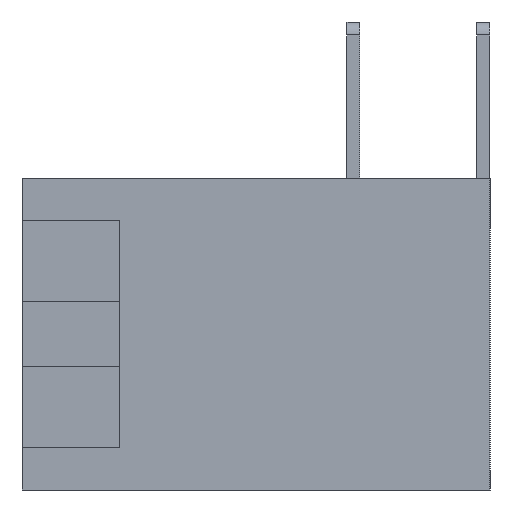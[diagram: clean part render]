
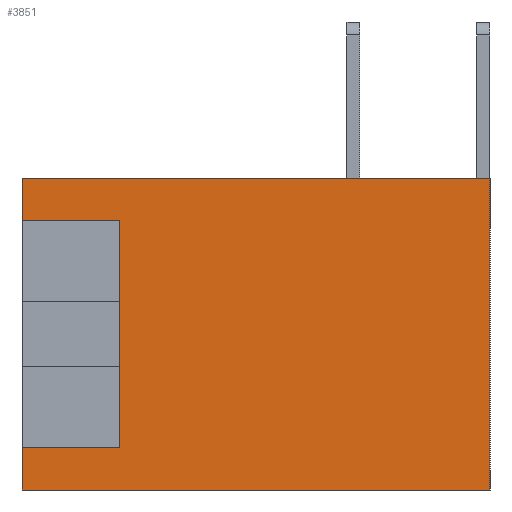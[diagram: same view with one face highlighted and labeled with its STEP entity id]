
A CAD part, left-side view. The second image highlights one B-rep face of the part: STEP entity #3851.
In plain terms, the highlighted planar face has unit normal (-1, 0, 0).
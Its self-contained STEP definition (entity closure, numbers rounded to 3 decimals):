
#1298=CARTESIAN_POINT('',(1.5,0.,0.));
#1299=VERTEX_POINT('',#1298);
#1309=CARTESIAN_POINT('',(1.5,0.,-4.8));
#1310=VERTEX_POINT('',#1309);
#1311=CARTESIAN_POINT('',(1.5,0.,0.));
#1312=CARTESIAN_POINT('',(1.5,0.,-0.96));
#1313=CARTESIAN_POINT('',(1.5,0.,-1.92));
#1314=CARTESIAN_POINT('',(1.5,0.,-2.88));
#1315=CARTESIAN_POINT('',(1.5,0.,-3.84));
#1316=CARTESIAN_POINT('',(1.5,0.,-4.8));
#1317=B_SPLINE_CURVE_WITH_KNOTS('',5,(#1311,#1312,#1313,#1314,#1315,#1316),.UNSPECIFIED.,.F.,.U.,(6,6),(0.,4.8),.UNSPECIFIED.);
#1318=EDGE_CURVE('',#1299,#1310,#1317,.T.);
#3754=CARTESIAN_POINT('',(1.5,7.2,-4.8));
#3755=VERTEX_POINT('',#3754);
#3756=CARTESIAN_POINT('',(1.5,7.2,-4.8));
#3757=CARTESIAN_POINT('',(1.5,5.76,-4.8));
#3758=CARTESIAN_POINT('',(1.5,4.32,-4.8));
#3759=CARTESIAN_POINT('',(1.5,2.88,-4.8));
#3760=CARTESIAN_POINT('',(1.5,1.44,-4.8));
#3761=CARTESIAN_POINT('',(1.5,0.,-4.8));
#3762=B_SPLINE_CURVE_WITH_KNOTS('',5,(#3756,#3757,#3758,#3759,#3760,#3761),.UNSPECIFIED.,.F.,.U.,(6,6),(0.,7.2),.UNSPECIFIED.);
#3763=EDGE_CURVE('',#3755,#1310,#3762,.T.);
#3778=CARTESIAN_POINT('',(1.5,3.6,-2.4));
#3779=DIRECTION('',(0.,0.,1.));
#3780=DIRECTION('',(-1.,0.,0.));
#3781=AXIS2_PLACEMENT_3D('',#3778,#3780,#3779);
#3782=PLANE('',#3781);
#3783=CARTESIAN_POINT('',(1.5,5.7,-4.15));
#3784=VERTEX_POINT('',#3783);
#3785=CARTESIAN_POINT('',(1.5,7.2,-4.15));
#3786=VERTEX_POINT('',#3785);
#3787=CARTESIAN_POINT('',(1.5,5.7,-4.15));
#3788=CARTESIAN_POINT('',(1.5,6.,-4.15));
#3789=CARTESIAN_POINT('',(1.5,6.3,-4.15));
#3790=CARTESIAN_POINT('',(1.5,6.6,-4.15));
#3791=CARTESIAN_POINT('',(1.5,6.9,-4.15));
#3792=CARTESIAN_POINT('',(1.5,7.2,-4.15));
#3793=B_SPLINE_CURVE_WITH_KNOTS('',5,(#3787,#3788,#3789,#3790,#3791,#3792),.UNSPECIFIED.,.F.,.U.,(6,6),(0.,1.5),.UNSPECIFIED.);
#3794=EDGE_CURVE('',#3784,#3786,#3793,.T.);
#3795=ORIENTED_EDGE('',*,*,#3794,.T.);
#3796=CARTESIAN_POINT('',(1.5,7.2,-4.15));
#3797=CARTESIAN_POINT('',(1.5,7.2,-4.28));
#3798=CARTESIAN_POINT('',(1.5,7.2,-4.41));
#3799=CARTESIAN_POINT('',(1.5,7.2,-4.54));
#3800=CARTESIAN_POINT('',(1.5,7.2,-4.67));
#3801=CARTESIAN_POINT('',(1.5,7.2,-4.8));
#3802=B_SPLINE_CURVE_WITH_KNOTS('',5,(#3796,#3797,#3798,#3799,#3800,#3801),.UNSPECIFIED.,.F.,.U.,(6,6),(0.,0.65),.UNSPECIFIED.);
#3803=EDGE_CURVE('',#3786,#3755,#3802,.T.);
#3804=ORIENTED_EDGE('',*,*,#3803,.T.);
#3805=ORIENTED_EDGE('',*,*,#3763,.T.);
#3806=ORIENTED_EDGE('',*,*,#1318,.F.);
#3807=CARTESIAN_POINT('',(1.5,7.2,0.));
#3808=VERTEX_POINT('',#3807);
#3809=CARTESIAN_POINT('',(1.5,7.2,0.));
#3810=CARTESIAN_POINT('',(1.5,5.76,0.));
#3811=CARTESIAN_POINT('',(1.5,4.32,0.));
#3812=CARTESIAN_POINT('',(1.5,2.88,0.));
#3813=CARTESIAN_POINT('',(1.5,1.44,0.));
#3814=CARTESIAN_POINT('',(1.5,0.,0.));
#3815=B_SPLINE_CURVE_WITH_KNOTS('',5,(#3809,#3810,#3811,#3812,#3813,#3814),.UNSPECIFIED.,.F.,.U.,(6,6),(0.,7.2),.UNSPECIFIED.);
#3816=EDGE_CURVE('',#3808,#1299,#3815,.T.);
#3817=ORIENTED_EDGE('',*,*,#3816,.F.);
#3818=CARTESIAN_POINT('',(1.5,7.2,-0.65));
#3819=VERTEX_POINT('',#3818);
#3820=CARTESIAN_POINT('',(1.5,7.2,0.));
#3821=CARTESIAN_POINT('',(1.5,7.2,-0.13));
#3822=CARTESIAN_POINT('',(1.5,7.2,-0.26));
#3823=CARTESIAN_POINT('',(1.5,7.2,-0.39));
#3824=CARTESIAN_POINT('',(1.5,7.2,-0.52));
#3825=CARTESIAN_POINT('',(1.5,7.2,-0.65));
#3826=B_SPLINE_CURVE_WITH_KNOTS('',5,(#3820,#3821,#3822,#3823,#3824,#3825),.UNSPECIFIED.,.F.,.U.,(6,6),(0.,0.65),.UNSPECIFIED.);
#3827=EDGE_CURVE('',#3808,#3819,#3826,.T.);
#3828=ORIENTED_EDGE('',*,*,#3827,.T.);
#3829=CARTESIAN_POINT('',(1.5,5.7,-0.65));
#3830=VERTEX_POINT('',#3829);
#3831=CARTESIAN_POINT('',(1.5,7.2,-0.65));
#3832=CARTESIAN_POINT('',(1.5,6.9,-0.65));
#3833=CARTESIAN_POINT('',(1.5,6.6,-0.65));
#3834=CARTESIAN_POINT('',(1.5,6.3,-0.65));
#3835=CARTESIAN_POINT('',(1.5,6.,-0.65));
#3836=CARTESIAN_POINT('',(1.5,5.7,-0.65));
#3837=B_SPLINE_CURVE_WITH_KNOTS('',5,(#3831,#3832,#3833,#3834,#3835,#3836),.UNSPECIFIED.,.F.,.U.,(6,6),(0.,1.5),.UNSPECIFIED.);
#3838=EDGE_CURVE('',#3819,#3830,#3837,.T.);
#3839=ORIENTED_EDGE('',*,*,#3838,.T.);
#3840=CARTESIAN_POINT('',(1.5,5.7,-0.65));
#3841=CARTESIAN_POINT('',(1.5,5.7,-1.35));
#3842=CARTESIAN_POINT('',(1.5,5.7,-2.05));
#3843=CARTESIAN_POINT('',(1.5,5.7,-2.75));
#3844=CARTESIAN_POINT('',(1.5,5.7,-3.45));
#3845=CARTESIAN_POINT('',(1.5,5.7,-4.15));
#3846=B_SPLINE_CURVE_WITH_KNOTS('',5,(#3840,#3841,#3842,#3843,#3844,#3845),.UNSPECIFIED.,.F.,.U.,(6,6),(0.,3.5),.UNSPECIFIED.);
#3847=EDGE_CURVE('',#3830,#3784,#3846,.T.);
#3848=ORIENTED_EDGE('',*,*,#3847,.T.);
#3849=EDGE_LOOP('',(#3795,#3804,#3805,#3806,#3817,#3828,#3839,#3848));
#3850=FACE_OUTER_BOUND('',#3849,.T.);
#3851=ADVANCED_FACE('',(#3850),#3782,.T.);
